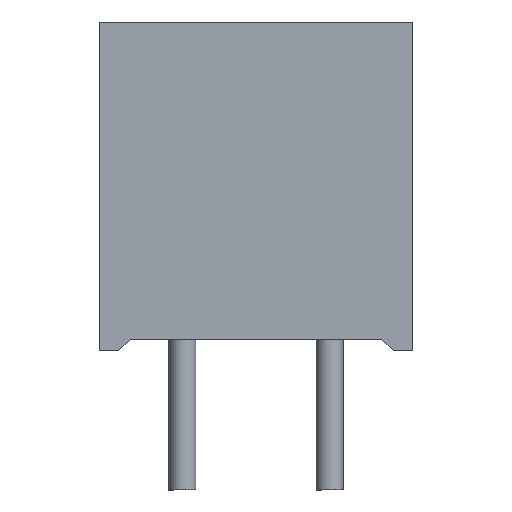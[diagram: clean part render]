
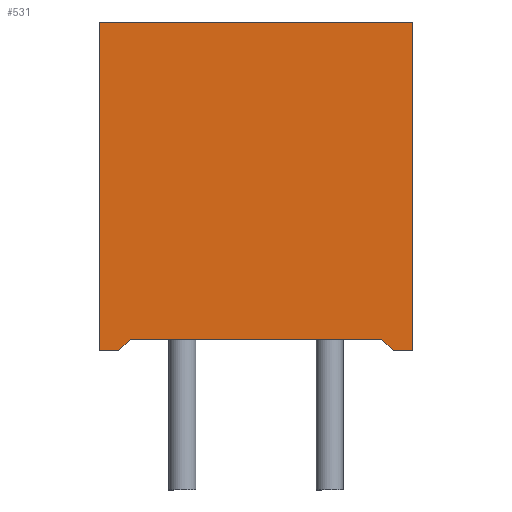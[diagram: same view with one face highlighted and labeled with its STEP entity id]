
A CAD part, front view. The second image highlights one B-rep face of the part: STEP entity #531.
In plain terms, the highlighted planar face has unit normal (0, -1, 0).
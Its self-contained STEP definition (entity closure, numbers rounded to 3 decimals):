
#267=CARTESIAN_POINT('',(4.05,-1.5,0.0));
#268=VERTEX_POINT('',#267);
#275=CARTESIAN_POINT('',(3.55,-1.5,0.0));
#276=VERTEX_POINT('',#275);
#277=CARTESIAN_POINT('',(4.05,-1.5,0.0));
#278=DIRECTION('',(-1.0,0.0,0.0));
#279=VECTOR('',#278,0.5);
#280=LINE('',#277,#279);
#281=EDGE_CURVE('',#268,#276,#280,.T.);
#306=CARTESIAN_POINT('',(3.25,-1.5,0.3));
#307=VERTEX_POINT('',#306);
#308=CARTESIAN_POINT('',(3.55,-1.5,0.0));
#309=DIRECTION('',(-0.707,0.0,0.707));
#310=VECTOR('',#309,0.424);
#311=LINE('',#308,#310);
#312=EDGE_CURVE('',#276,#307,#311,.T.);
#330=CARTESIAN_POINT('',(4.05,-1.5,8.5));
#331=VERTEX_POINT('',#330);
#338=CARTESIAN_POINT('',(4.05,-1.5,8.5));
#339=DIRECTION('',(0.0,0.0,-1.0));
#340=VECTOR('',#339,8.5);
#341=LINE('',#338,#340);
#342=EDGE_CURVE('',#331,#268,#341,.T.);
#368=CARTESIAN_POINT('',(-4.05,-1.5,8.5));
#369=VERTEX_POINT('',#368);
#376=CARTESIAN_POINT('',(4.05,-1.5,8.5));
#377=DIRECTION('',(-1.0,0.0,0.0));
#378=VECTOR('',#377,8.1);
#379=LINE('',#376,#378);
#380=EDGE_CURVE('',#331,#369,#379,.T.);
#391=CARTESIAN_POINT('',(-3.25,-1.5,0.3));
#392=VERTEX_POINT('',#391);
#393=CARTESIAN_POINT('',(3.25,-1.5,0.3));
#394=DIRECTION('',(-1.0,0.0,0.0));
#395=VECTOR('',#394,6.5);
#396=LINE('',#393,#395);
#397=EDGE_CURVE('',#307,#392,#396,.T.);
#431=CARTESIAN_POINT('',(-3.55,-1.5,0.0));
#432=VERTEX_POINT('',#431);
#439=CARTESIAN_POINT('',(-4.05,-1.5,0.0));
#440=VERTEX_POINT('',#439);
#441=CARTESIAN_POINT('',(-4.05,-1.5,0.0));
#442=DIRECTION('',(1.0,0.0,0.0));
#443=VECTOR('',#442,0.5);
#444=LINE('',#441,#443);
#445=EDGE_CURVE('',#440,#432,#444,.T.);
#468=CARTESIAN_POINT('',(-3.55,-1.5,0.0));
#469=DIRECTION('',(0.707,0.0,0.707));
#470=VECTOR('',#469,0.424);
#471=LINE('',#468,#470);
#472=EDGE_CURVE('',#432,#392,#471,.T.);
#490=CARTESIAN_POINT('',(-4.05,-1.5,8.5));
#491=DIRECTION('',(0.0,0.0,-1.0));
#492=VECTOR('',#491,8.5);
#493=LINE('',#490,#492);
#494=EDGE_CURVE('',#369,#440,#493,.T.);
#516=CARTESIAN_POINT('',(-3.694,-1.5,0.172));
#517=DIRECTION('',(0.0,1.0,0.0));
#518=DIRECTION('',(0.0,0.0,1.0));
#519=AXIS2_PLACEMENT_3D('',#516,#517,#518);
#520=PLANE('',#519);
#521=ORIENTED_EDGE('',*,*,#494,.T.);
#522=ORIENTED_EDGE('',*,*,#445,.T.);
#523=ORIENTED_EDGE('',*,*,#472,.T.);
#524=ORIENTED_EDGE('',*,*,#397,.F.);
#525=ORIENTED_EDGE('',*,*,#312,.F.);
#526=ORIENTED_EDGE('',*,*,#281,.F.);
#527=ORIENTED_EDGE('',*,*,#342,.F.);
#528=ORIENTED_EDGE('',*,*,#380,.T.);
#529=EDGE_LOOP('',(#521,#522,#523,#524,#525,#526,#527,#528));
#530=FACE_OUTER_BOUND('',#529,.T.);
#531=ADVANCED_FACE('',(#530),#520,.F.);
